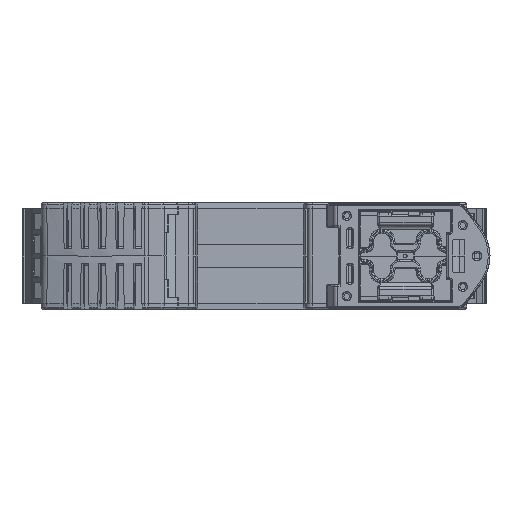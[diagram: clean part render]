
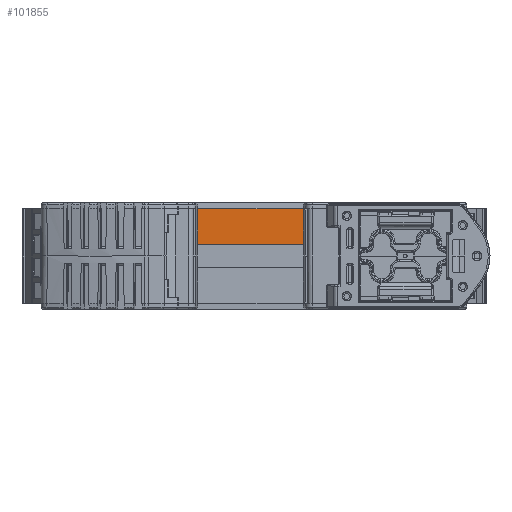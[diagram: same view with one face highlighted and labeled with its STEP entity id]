
A CAD part, left-side view. The second image highlights one B-rep face of the part: STEP entity #101855.
In plain terms, the highlighted planar face has unit normal (-1, 0, -0.009).
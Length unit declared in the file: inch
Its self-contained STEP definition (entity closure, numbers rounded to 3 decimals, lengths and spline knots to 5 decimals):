
#307 = VECTOR ( 'NONE', #119439, 39.37008 ) ;
#5857 = EDGE_LOOP ( 'NONE', ( #108252, #33638, #11145, #21705 ) ) ;
#6282 = VERTEX_POINT ( 'NONE', #13659 ) ;
#9570 = DIRECTION ( 'NONE',  ( -0.009, -0.008, 1. ) ) ;
#11145 = ORIENTED_EDGE ( 'NONE', *, *, #47163, .F. ) ;
#13659 = CARTESIAN_POINT ( 'NONE',  ( -1.82813, 0.47106, 0.09816 ) ) ;
#15618 = VERTEX_POINT ( 'NONE', #63920 ) ;
#16237 = PLANE ( 'NONE',  #25596 ) ;
#17517 = CARTESIAN_POINT ( 'NONE',  ( -1.83071, 0.4688, 0.3937 ) ) ;
#19952 = LINE ( 'NONE', #118238, #29298 ) ;
#21705 = ORIENTED_EDGE ( 'NONE', *, *, #60337, .F. ) ;
#25596 = AXIS2_PLACEMENT_3D ( 'NONE', #17517, #36320, #95832 ) ;
#28668 = VERTEX_POINT ( 'NONE', #81351 ) ;
#29298 = VECTOR ( 'NONE', #9570, 39.37008 ) ;
#33638 = ORIENTED_EDGE ( 'NONE', *, *, #97505, .F. ) ;
#36320 = DIRECTION ( 'NONE',  ( -1., 0., -0.009 ) ) ;
#40678 = VECTOR ( 'NONE', #111176, 39.37008 ) ;
#47163 = EDGE_CURVE ( 'NONE', #15618, #28668, #55389, .T. ) ;
#50949 = CARTESIAN_POINT ( 'NONE',  ( -1.83071, -0.40915, 0.3937 ) ) ;
#51697 = EDGE_CURVE ( 'NONE', #71170, #6282, #76947, .T. ) ;
#52246 = CARTESIAN_POINT ( 'NONE',  ( -1.82813, -0.41141, 0.09816 ) ) ;
#55389 = LINE ( 'NONE', #105142, #40678 ) ;
#60337 = EDGE_CURVE ( 'NONE', #6282, #15618, #19952, .T. ) ;
#63920 = CARTESIAN_POINT ( 'NONE',  ( -1.83071, 0.4688, 0.3937 ) ) ;
#65456 = FACE_OUTER_BOUND ( 'NONE', #5857, .T. ) ;
#65708 = VECTOR ( 'NONE', #127322, 39.37008 ) ;
#71170 = VERTEX_POINT ( 'NONE', #52246 ) ;
#76947 = LINE ( 'NONE', #87282, #65708 ) ;
#80061 = LINE ( 'NONE', #50949, #307 ) ;
#81351 = CARTESIAN_POINT ( 'NONE',  ( -1.83071, -0.40915, 0.3937 ) ) ;
#87282 = CARTESIAN_POINT ( 'NONE',  ( -1.82813, 0.4688, 0.09816 ) ) ;
#95832 = DIRECTION ( 'NONE',  ( 0.009, 0., -1. ) ) ;
#97505 = EDGE_CURVE ( 'NONE', #28668, #71170, #80061, .T. ) ;
#101855 = ADVANCED_FACE ( 'NONE', ( #65456 ), #16237, .T. ) ;
#105142 = CARTESIAN_POINT ( 'NONE',  ( -1.83071, 0.4688, 0.3937 ) ) ;
#108252 = ORIENTED_EDGE ( 'NONE', *, *, #51697, .F. ) ;
#111176 = DIRECTION ( 'NONE',  ( 0., -1., 0. ) ) ;
#118238 = CARTESIAN_POINT ( 'NONE',  ( -1.82727, 0.47181, 0. ) ) ;
#119439 = DIRECTION ( 'NONE',  ( 0.009, -0.008, -1. ) ) ;
#127322 = DIRECTION ( 'NONE',  ( 0., 1., 0. ) ) ;
